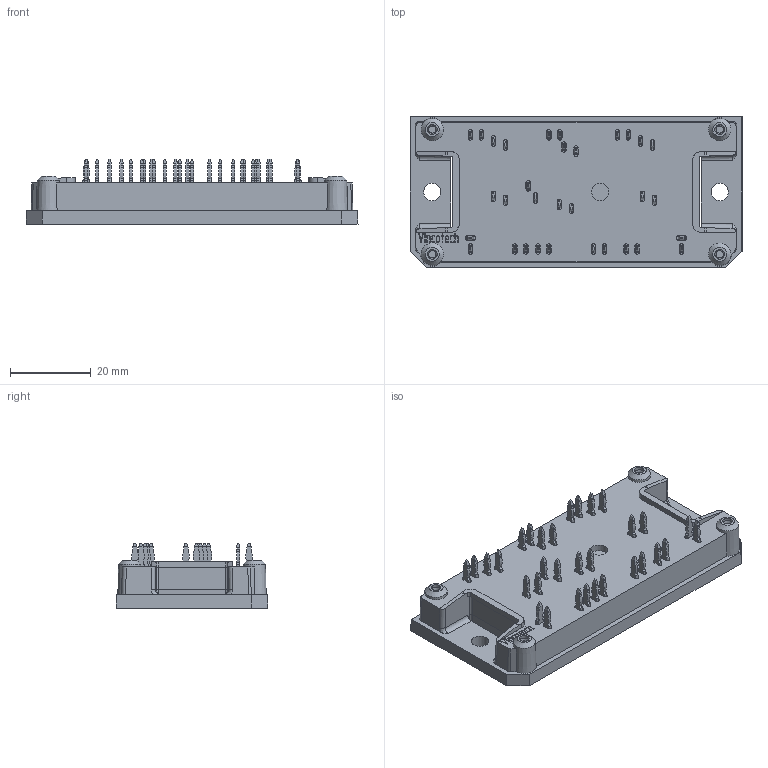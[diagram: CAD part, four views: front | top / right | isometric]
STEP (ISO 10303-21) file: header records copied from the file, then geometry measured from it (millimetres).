
FILE_DESCRIPTION( ( 'Unknown' ), '1' );
FILE_NAME( 'Flow1-4T12Y-L220-01-OL.stp', 'Unknown', ( 'Unknown' ), ( 'Unknown' ), 'PSStep 17.0.49', 'Unknown', ' ' );
FILE_SCHEMA( ( 'AUTOMOTIVE_DESIGN { 1 0 10303 214 1 1 1 1 }' ) );
Length unit declared in the file: millimetre
Products named in the file (80): matrixcode
Bounding box: 82 x 37.4 x 16.23 mm (x, y, z)
Volume: 25855.6 mm3; surface area: 11850.3 mm2
Topology: 80 solids, 80 shells, 1558 faces, 3929 edges, 2613 vertices
Faces by surface type: plane 1206, cylinder 309, extrusion 23, cone 16, bspline 4
Full cylindrical faces by diameter (mm): 2.4 x4, 4.3 x3
Entity records: 60416 total; most frequent: CARTESIAN_POINT 9634, ORIENTED_EDGE 7774, DIRECTION 7572, EDGE_CURVE 3887, VECTOR 3042, LINE 3019, VERTEX_POINT 2596, AXIS2_PLACEMENT_3D 2265
